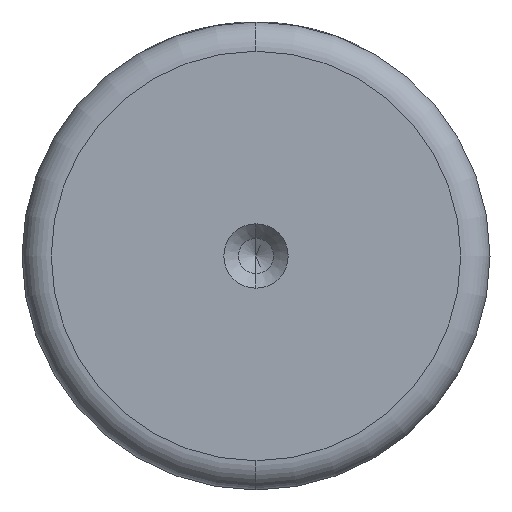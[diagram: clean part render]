
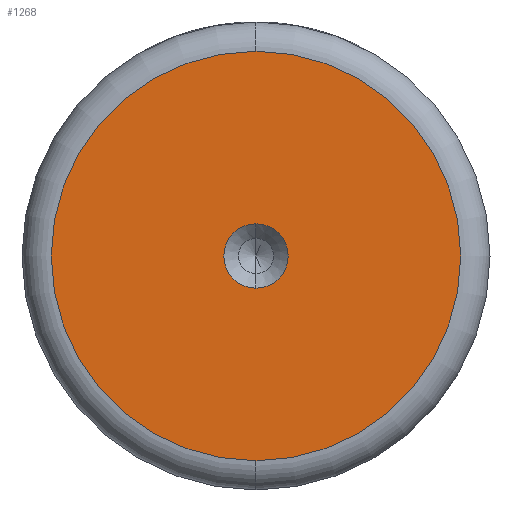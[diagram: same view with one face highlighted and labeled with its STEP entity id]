
A CAD part, left-side view. The second image highlights one B-rep face of the part: STEP entity #1268.
In plain terms, the highlighted planar face has unit normal (-1, 0, 0).
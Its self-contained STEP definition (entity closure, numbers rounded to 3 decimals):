
#112 = CARTESIAN_POINT ( 'NONE',  ( 0., 0., 0. ) ) ;
#175 = AXIS2_PLACEMENT_3D ( 'NONE', #419, #1208, #523 ) ;
#236 = DIRECTION ( 'NONE',  ( 0., 0., 1. ) ) ;
#240 = EDGE_LOOP ( 'NONE', ( #974, #431 ) ) ;
#265 = CARTESIAN_POINT ( 'NONE',  ( 0., 0., 3.3 ) ) ;
#269 = VERTEX_POINT ( 'NONE', #386 ) ;
#292 = CARTESIAN_POINT ( 'NONE',  ( 0., 0., 0. ) ) ;
#318 = ORIENTED_EDGE ( 'NONE', *, *, #403, .T. ) ;
#339 = CARTESIAN_POINT ( 'NONE',  ( 0., 0., 0. ) ) ;
#381 = CIRCLE ( 'NONE', #1175, 21. ) ;
#386 = CARTESIAN_POINT ( 'NONE',  ( 0., 0., -21. ) ) ;
#388 = EDGE_LOOP ( 'NONE', ( #318, #1205 ) ) ;
#403 = EDGE_CURVE ( 'NONE', #873, #269, #1406, .T. ) ;
#413 = DIRECTION ( 'NONE',  ( 0., 0., 1. ) ) ;
#419 = CARTESIAN_POINT ( 'NONE',  ( 0., 0., 0. ) ) ;
#431 = ORIENTED_EDGE ( 'NONE', *, *, #628, .F. ) ;
#451 = DIRECTION ( 'NONE',  ( 0., 0., 1. ) ) ;
#490 = FACE_BOUND ( 'NONE', #240, .T. ) ;
#523 = DIRECTION ( 'NONE',  ( 0., 0., 1. ) ) ;
#542 = AXIS2_PLACEMENT_3D ( 'NONE', #292, #1086, #413 ) ;
#556 = PLANE ( 'NONE',  #1092 ) ;
#628 = EDGE_CURVE ( 'NONE', #826, #1032, #1088, .T. ) ;
#779 = CARTESIAN_POINT ( 'NONE',  ( 0., 0., 21. ) ) ;
#784 = FACE_OUTER_BOUND ( 'NONE', #388, .T. ) ;
#805 = CIRCLE ( 'NONE', #1100, 3.3 ) ;
#826 = VERTEX_POINT ( 'NONE', #1331 ) ;
#873 = VERTEX_POINT ( 'NONE', #779 ) ;
#918 = DIRECTION ( 'NONE',  ( -1., 0., 0. ) ) ;
#927 = EDGE_CURVE ( 'NONE', #1032, #826, #805, .T. ) ;
#974 = ORIENTED_EDGE ( 'NONE', *, *, #927, .F. ) ;
#1006 = DIRECTION ( 'NONE',  ( -1., 0., 0. ) ) ;
#1032 = VERTEX_POINT ( 'NONE', #265 ) ;
#1086 = DIRECTION ( 'NONE',  ( -1., 0., 0. ) ) ;
#1088 = CIRCLE ( 'NONE', #175, 3.3 ) ;
#1092 = AXIS2_PLACEMENT_3D ( 'NONE', #1122, #1006, #1333 ) ;
#1100 = AXIS2_PLACEMENT_3D ( 'NONE', #339, #1130, #451 ) ;
#1122 = CARTESIAN_POINT ( 'NONE',  ( 0., 0., 0. ) ) ;
#1130 = DIRECTION ( 'NONE',  ( -1., 0., 0. ) ) ;
#1175 = AXIS2_PLACEMENT_3D ( 'NONE', #112, #918, #236 ) ;
#1205 = ORIENTED_EDGE ( 'NONE', *, *, #1370, .T. ) ;
#1208 = DIRECTION ( 'NONE',  ( -1., 0., 0. ) ) ;
#1268 = ADVANCED_FACE ( 'NONE', ( #490, #784 ), #556, .T. ) ;
#1331 = CARTESIAN_POINT ( 'NONE',  ( 0., 0., -3.3 ) ) ;
#1333 = DIRECTION ( 'NONE',  ( 0., 0., 1. ) ) ;
#1370 = EDGE_CURVE ( 'NONE', #269, #873, #381, .T. ) ;
#1406 = CIRCLE ( 'NONE', #542, 21. ) ;
